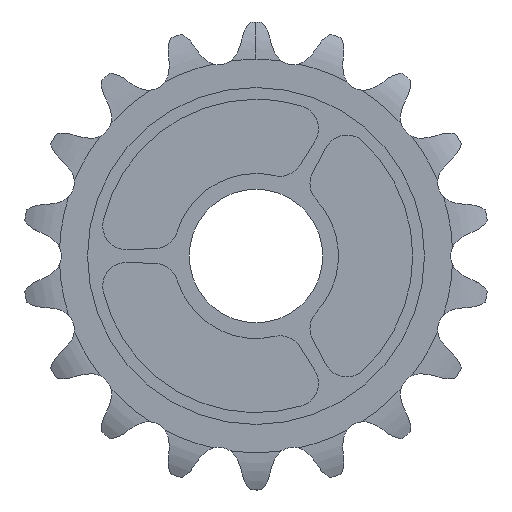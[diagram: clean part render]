
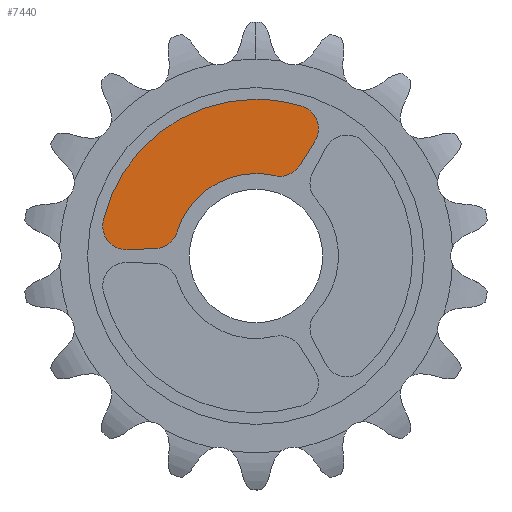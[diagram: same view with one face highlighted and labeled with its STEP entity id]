
A CAD part, left-side view. The second image highlights one B-rep face of the part: STEP entity #7440.
In plain terms, the highlighted planar face has unit normal (-1, 0, 0).
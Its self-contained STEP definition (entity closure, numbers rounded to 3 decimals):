
#68 = AXIS2_PLACEMENT_3D ( 'NONE', #7069, #5181, #7623 ) ;
#210 = DIRECTION ( 'NONE',  ( -1., 0., 0. ) ) ;
#327 = EDGE_CURVE ( 'NONE', #3343, #4858, #4327, .T. ) ;
#332 = DIRECTION ( 'NONE',  ( 0., 0., 1. ) ) ;
#421 = AXIS2_PLACEMENT_3D ( 'NONE', #8431, #2583, #4534 ) ;
#467 = VECTOR ( 'NONE', #4633, 1000. ) ;
#585 = AXIS2_PLACEMENT_3D ( 'NONE', #3561, #7474, #7435 ) ;
#713 = EDGE_CURVE ( 'NONE', #3781, #7818, #6683, .T. ) ;
#759 = VERTEX_POINT ( 'NONE', #918 ) ;
#794 = EDGE_CURVE ( 'NONE', #810, #3479, #3796, .T. ) ;
#810 = VERTEX_POINT ( 'NONE', #4902 ) ;
#849 = CARTESIAN_POINT ( 'NONE',  ( 6., 19.489, 4.493 ) ) ;
#867 = ORIENTED_EDGE ( 'NONE', *, *, #327, .F. ) ;
#918 = CARTESIAN_POINT ( 'NONE',  ( 6., -5.595, 11.587 ) ) ;
#946 = AXIS2_PLACEMENT_3D ( 'NONE', #1505, #2747, #4621 ) ;
#1089 = CIRCLE ( 'NONE', #421, 20. ) ;
#1105 = ORIENTED_EDGE ( 'NONE', *, *, #5959, .T. ) ;
#1505 = CARTESIAN_POINT ( 'NONE',  ( 6., 0., 0. ) ) ;
#1542 = CIRCLE ( 'NONE', #585, 3. ) ;
#1749 = EDGE_CURVE ( 'NONE', #7818, #3617, #1089, .T. ) ;
#2027 = CARTESIAN_POINT ( 'NONE',  ( 6., 1.183, 0.739 ) ) ;
#2031 = AXIS2_PLACEMENT_3D ( 'NONE', #4854, #4766, #332 ) ;
#2153 = AXIS2_PLACEMENT_3D ( 'NONE', #7489, #3255, #5886 ) ;
#2199 = EDGE_CURVE ( 'NONE', #3617, #5855, #2454, .T. ) ;
#2353 = ORIENTED_EDGE ( 'NONE', *, *, #794, .T. ) ;
#2454 = CIRCLE ( 'NONE', #946, 20. ) ;
#2504 = CIRCLE ( 'NONE', #3848, 10.525 ) ;
#2583 = DIRECTION ( 'NONE',  ( -1., 0., 0. ) ) ;
#2747 = DIRECTION ( 'NONE',  ( -1., 0., 0. ) ) ;
#2842 = CARTESIAN_POINT ( 'NONE',  ( 6., 0., 20. ) ) ;
#2863 = CARTESIAN_POINT ( 'NONE',  ( 6., -2.374, 10.254 ) ) ;
#2963 = CARTESIAN_POINT ( 'NONE',  ( 6., -3.051, 13.176 ) ) ;
#3168 = DIRECTION ( 'NONE',  ( -1., 0., 0. ) ) ;
#3255 = DIRECTION ( 'NONE',  ( -1., 0., 0. ) ) ;
#3271 = ORIENTED_EDGE ( 'NONE', *, *, #2199, .T. ) ;
#3309 = ORIENTED_EDGE ( 'NONE', *, *, #3506, .T. ) ;
#3343 = VERTEX_POINT ( 'NONE', #2863 ) ;
#3345 = ORIENTED_EDGE ( 'NONE', *, *, #5829, .F. ) ;
#3479 = VERTEX_POINT ( 'NONE', #4853 ) ;
#3506 = EDGE_CURVE ( 'NONE', #3343, #759, #7264, .T. ) ;
#3550 = AXIS2_PLACEMENT_3D ( 'NONE', #2963, #210, #8198 ) ;
#3561 = CARTESIAN_POINT ( 'NONE',  ( 6., 16.565, 3.819 ) ) ;
#3617 = VERTEX_POINT ( 'NONE', #2842 ) ;
#3720 = FACE_OUTER_BOUND ( 'NONE', #5287, .T. ) ;
#3781 = VERTEX_POINT ( 'NONE', #4271 ) ;
#3796 = CIRCLE ( 'NONE', #2031, 3. ) ;
#3848 = AXIS2_PLACEMENT_3D ( 'NONE', #4868, #6645, #4705 ) ;
#3949 = DIRECTION ( 'NONE',  ( 0., -0.999, 0.035 ) ) ;
#4139 = VECTOR ( 'NONE', #3949, 1000. ) ;
#4271 = CARTESIAN_POINT ( 'NONE',  ( 6., -7.519, 14.666 ) ) ;
#4327 = CIRCLE ( 'NONE', #8436, 10.525 ) ;
#4531 = PLANE ( 'NONE',  #68 ) ;
#4534 = DIRECTION ( 'NONE',  ( 0., 0., 1. ) ) ;
#4621 = DIRECTION ( 'NONE',  ( 0., 0., 1. ) ) ;
#4633 = DIRECTION ( 'NONE',  ( 0., 0.53, -0.848 ) ) ;
#4705 = DIRECTION ( 'NONE',  ( 0., 0., 1. ) ) ;
#4766 = DIRECTION ( 'NONE',  ( -1., 0., 0. ) ) ;
#4853 = CARTESIAN_POINT ( 'NONE',  ( 6., 10.067, 3.071 ) ) ;
#4854 = CARTESIAN_POINT ( 'NONE',  ( 6., 12.937, 3.946 ) ) ;
#4858 = VERTEX_POINT ( 'NONE', #5787 ) ;
#4868 = CARTESIAN_POINT ( 'NONE',  ( 6., 0., 0. ) ) ;
#4902 = CARTESIAN_POINT ( 'NONE',  ( 6., 12.832, 0.948 ) ) ;
#5165 = VERTEX_POINT ( 'NONE', #8306 ) ;
#5181 = DIRECTION ( 'NONE',  ( -1., 0., 0. ) ) ;
#5277 = CARTESIAN_POINT ( 'NONE',  ( 6., 0., 0. ) ) ;
#5287 = EDGE_LOOP ( 'NONE', ( #7109, #7657, #6535, #3271, #1105, #7256, #2353, #3345, #867, #3309 ) ) ;
#5787 = CARTESIAN_POINT ( 'NONE',  ( 6., 0., 10.525 ) ) ;
#5829 = EDGE_CURVE ( 'NONE', #4858, #3479, #2504, .T. ) ;
#5855 = VERTEX_POINT ( 'NONE', #849 ) ;
#5886 = DIRECTION ( 'NONE',  ( 0., 0., 1. ) ) ;
#5959 = EDGE_CURVE ( 'NONE', #5855, #5165, #1542, .T. ) ;
#6535 = ORIENTED_EDGE ( 'NONE', *, *, #1749, .T. ) ;
#6645 = DIRECTION ( 'NONE',  ( -1., 0., 0. ) ) ;
#6683 = CIRCLE ( 'NONE', #2153, 3. ) ;
#6781 = EDGE_CURVE ( 'NONE', #5165, #810, #7349, .T. ) ;
#7069 = CARTESIAN_POINT ( 'NONE',  ( 6., 0., 0. ) ) ;
#7109 = ORIENTED_EDGE ( 'NONE', *, *, #7234, .F. ) ;
#7234 = EDGE_CURVE ( 'NONE', #3781, #759, #7890, .T. ) ;
#7256 = ORIENTED_EDGE ( 'NONE', *, *, #6781, .T. ) ;
#7264 = CIRCLE ( 'NONE', #3550, 3. ) ;
#7311 = CARTESIAN_POINT ( 'NONE',  ( 6., 0.049, 1.394 ) ) ;
#7349 = LINE ( 'NONE', #7311, #4139 ) ;
#7435 = DIRECTION ( 'NONE',  ( 0., 0., 1. ) ) ;
#7440 = ADVANCED_FACE ( 'NONE', ( #3720 ), #4531, .T. ) ;
#7474 = DIRECTION ( 'NONE',  ( -1., 0., 0. ) ) ;
#7489 = CARTESIAN_POINT ( 'NONE',  ( 6., -4.975, 16.256 ) ) ;
#7623 = DIRECTION ( 'NONE',  ( 0., 0., 1. ) ) ;
#7654 = CARTESIAN_POINT ( 'NONE',  ( 6., -5.853, 19.124 ) ) ;
#7657 = ORIENTED_EDGE ( 'NONE', *, *, #713, .T. ) ;
#7763 = DIRECTION ( 'NONE',  ( 0., 0., 1. ) ) ;
#7818 = VERTEX_POINT ( 'NONE', #7654 ) ;
#7890 = LINE ( 'NONE', #2027, #467 ) ;
#8198 = DIRECTION ( 'NONE',  ( 0., 0., 1. ) ) ;
#8306 = CARTESIAN_POINT ( 'NONE',  ( 6., 16.461, 0.821 ) ) ;
#8431 = CARTESIAN_POINT ( 'NONE',  ( 6., 0., 0. ) ) ;
#8436 = AXIS2_PLACEMENT_3D ( 'NONE', #5277, #3168, #7763 ) ;
